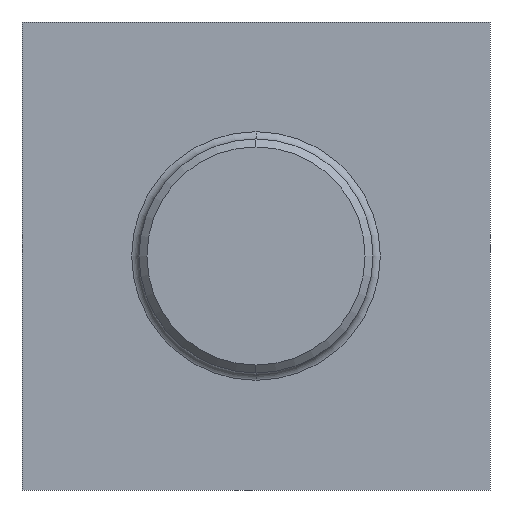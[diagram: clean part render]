
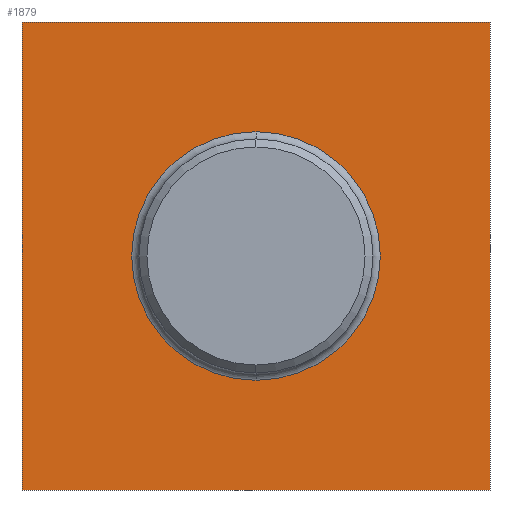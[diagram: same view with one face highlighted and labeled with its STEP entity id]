
A CAD part, left-side view. The second image highlights one B-rep face of the part: STEP entity #1879.
In plain terms, the highlighted face is planar.
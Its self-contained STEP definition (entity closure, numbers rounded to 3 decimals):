
#1704=DIRECTION('',(0.,0.,1.));
#1705=VECTOR('',#1704,16.);
#1706=CARTESIAN_POINT('',(-8.,0.,-8.));
#1707=LINE('',#1706,#1705);
#1711=DIRECTION('',(1.,0.,0.));
#1712=VECTOR('',#1711,16.);
#1713=CARTESIAN_POINT('',(-8.,0.,8.));
#1714=LINE('',#1713,#1712);
#1718=DIRECTION('',(0.,0.,-1.));
#1719=VECTOR('',#1718,16.);
#1720=CARTESIAN_POINT('',(8.,0.,8.));
#1721=LINE('',#1720,#1719);
#1725=DIRECTION('',(-1.,0.,0.));
#1726=VECTOR('',#1725,16.);
#1727=CARTESIAN_POINT('',(8.,0.,-8.));
#1728=LINE('',#1727,#1726);
#1732=CARTESIAN_POINT('',(0.,0.,0.));
#1733=DIRECTION('',(0.,1.,0.));
#1734=DIRECTION('',(1.,0.,0.));
#1735=AXIS2_PLACEMENT_3D('',#1732,#1733,#1734);
#1740=CARTESIAN_POINT('',(0.,0.,0.));
#1741=DIRECTION('',(0.,1.,0.));
#1742=DIRECTION('',(-1.,0.,0.));
#1743=AXIS2_PLACEMENT_3D('',#1740,#1741,#1742);
#1834=CARTESIAN_POINT('',(-8.,0.,-8.));
#1835=CARTESIAN_POINT('',(-8.,0.,8.));
#1836=VERTEX_POINT('',#1834);
#1837=VERTEX_POINT('',#1835);
#1838=CARTESIAN_POINT('',(8.,0.,8.));
#1839=VERTEX_POINT('',#1838);
#1840=CARTESIAN_POINT('',(8.,0.,-8.));
#1841=VERTEX_POINT('',#1840);
#1850=CARTESIAN_POINT('',(4.25,0.,0.));
#1851=CARTESIAN_POINT('',(-4.25,0.,0.));
#1852=VERTEX_POINT('',#1850);
#1853=VERTEX_POINT('',#1851);
#1858=CARTESIAN_POINT('',(0.,0.,0.));
#1859=DIRECTION('',(0.,1.,0.));
#1860=DIRECTION('',(1.,0.,0.));
#1861=AXIS2_PLACEMENT_3D('',#1858,#1859,#1860);
#1862=PLANE('',#1861);
#1864=ORIENTED_EDGE('',*,*,#1863,.T.);
#1866=ORIENTED_EDGE('',*,*,#1865,.T.);
#1868=ORIENTED_EDGE('',*,*,#1867,.T.);
#1870=ORIENTED_EDGE('',*,*,#1869,.T.);
#1871=EDGE_LOOP('',(#1864,#1866,#1868,#1870));
#1872=FACE_OUTER_BOUND('',#1871,.F.);
#1874=ORIENTED_EDGE('',*,*,#1873,.F.);
#1876=ORIENTED_EDGE('',*,*,#1875,.F.);
#1877=EDGE_LOOP('',(#1874,#1876));
#1878=FACE_BOUND('',#1877,.F.);
#1736=CIRCLE('',#1735,4.25);
#1744=CIRCLE('',#1743,4.25);
#1863=EDGE_CURVE('',#1836,#1837,#1707,.T.);
#1865=EDGE_CURVE('',#1837,#1839,#1714,.T.);
#1867=EDGE_CURVE('',#1839,#1841,#1721,.T.);
#1869=EDGE_CURVE('',#1841,#1836,#1728,.T.);
#1873=EDGE_CURVE('',#1852,#1853,#1736,.T.);
#1875=EDGE_CURVE('',#1853,#1852,#1744,.T.);
#1879=ADVANCED_FACE('',(#1872,#1878),#1862,.F.);
